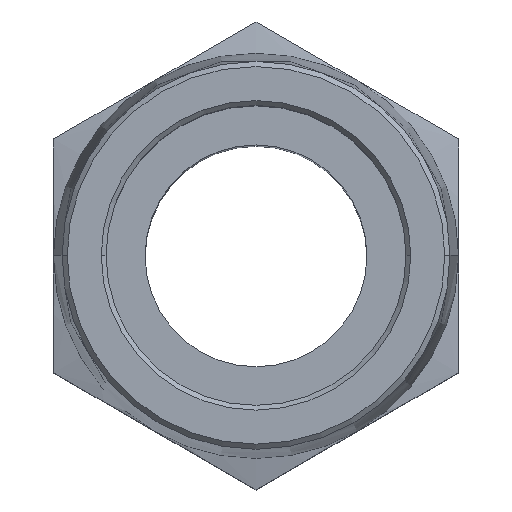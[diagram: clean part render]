
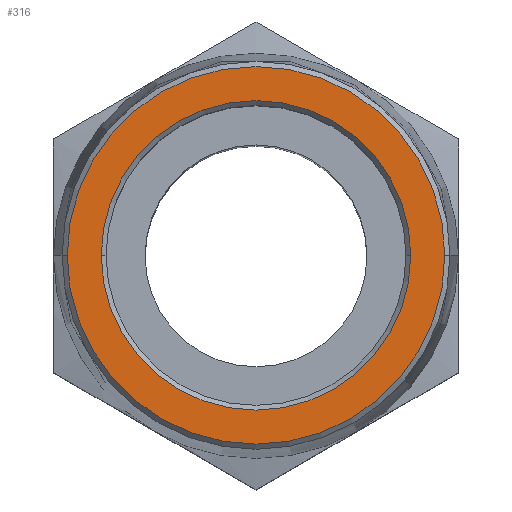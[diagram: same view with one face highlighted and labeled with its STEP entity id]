
A CAD part, top view. The second image highlights one B-rep face of the part: STEP entity #316.
In plain terms, the highlighted planar face has unit normal (0, 0, 1).
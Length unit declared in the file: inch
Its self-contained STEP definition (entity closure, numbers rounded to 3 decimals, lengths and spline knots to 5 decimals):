
#53 = CARTESIAN_POINT ( 'NONE',  ( -0.39149, 0., 2.22 ) ) ;
#61 = VERTEX_POINT ( 'NONE', #542 ) ;
#71 = AXIS2_PLACEMENT_3D ( 'NONE', #454, #871, #661 ) ;
#87 = DIRECTION ( 'NONE',  ( 1., 0., 0. ) ) ;
#91 = CIRCLE ( 'NONE', #224, 0.321 ) ;
#94 = FACE_OUTER_BOUND ( 'NONE', #1191, .T. ) ;
#106 = CIRCLE ( 'NONE', #222, 0.39149 ) ;
#138 = CARTESIAN_POINT ( 'NONE',  ( 0., 0., 2.22 ) ) ;
#217 = DIRECTION ( 'NONE',  ( 0., 0., 1. ) ) ;
#222 = AXIS2_PLACEMENT_3D ( 'NONE', #1213, #1117, #1010 ) ;
#224 = AXIS2_PLACEMENT_3D ( 'NONE', #1352, #425, #1362 ) ;
#227 = DIRECTION ( 'NONE',  ( 1., 0., 0. ) ) ;
#268 = AXIS2_PLACEMENT_3D ( 'NONE', #1260, #217, #87 ) ;
#316 = ADVANCED_FACE ( 'NONE', ( #946, #94 ), #526, .T. ) ;
#342 = EDGE_CURVE ( 'NONE', #1290, #1112, #91, .T. ) ;
#423 = EDGE_CURVE ( 'NONE', #1112, #1290, #1037, .T. ) ;
#425 = DIRECTION ( 'NONE',  ( 0., 0., -1. ) ) ;
#451 = ORIENTED_EDGE ( 'NONE', *, *, #939, .T. ) ;
#454 = CARTESIAN_POINT ( 'NONE',  ( 0., 0., 2.22 ) ) ;
#461 = CARTESIAN_POINT ( 'NONE',  ( -0.321, 0., 2.22 ) ) ;
#486 = AXIS2_PLACEMENT_3D ( 'NONE', #138, #654, #227 ) ;
#488 = CIRCLE ( 'NONE', #71, 0.39149 ) ;
#525 = ORIENTED_EDGE ( 'NONE', *, *, #423, .T. ) ;
#526 = PLANE ( 'NONE',  #268 ) ;
#542 = CARTESIAN_POINT ( 'NONE',  ( 0.39149, 0., 2.22 ) ) ;
#589 = VERTEX_POINT ( 'NONE', #53 ) ;
#610 = EDGE_CURVE ( 'NONE', #61, #589, #106, .T. ) ;
#630 = CARTESIAN_POINT ( 'NONE',  ( 0.321, 0., 2.22 ) ) ;
#654 = DIRECTION ( 'NONE',  ( 0., 0., -1. ) ) ;
#661 = DIRECTION ( 'NONE',  ( 1., 0., 0. ) ) ;
#871 = DIRECTION ( 'NONE',  ( 0., 0., 1. ) ) ;
#939 = EDGE_CURVE ( 'NONE', #589, #61, #488, .T. ) ;
#946 = FACE_BOUND ( 'NONE', #1031, .T. ) ;
#1010 = DIRECTION ( 'NONE',  ( 1., 0., 0. ) ) ;
#1031 = EDGE_LOOP ( 'NONE', ( #525, #1309 ) ) ;
#1037 = CIRCLE ( 'NONE', #486, 0.321 ) ;
#1112 = VERTEX_POINT ( 'NONE', #630 ) ;
#1117 = DIRECTION ( 'NONE',  ( 0., 0., 1. ) ) ;
#1180 = ORIENTED_EDGE ( 'NONE', *, *, #610, .T. ) ;
#1191 = EDGE_LOOP ( 'NONE', ( #451, #1180 ) ) ;
#1213 = CARTESIAN_POINT ( 'NONE',  ( 0., 0., 2.22 ) ) ;
#1260 = CARTESIAN_POINT ( 'NONE',  ( 0., 0., 2.22 ) ) ;
#1290 = VERTEX_POINT ( 'NONE', #461 ) ;
#1309 = ORIENTED_EDGE ( 'NONE', *, *, #342, .T. ) ;
#1352 = CARTESIAN_POINT ( 'NONE',  ( 0., 0., 2.22 ) ) ;
#1362 = DIRECTION ( 'NONE',  ( 1., 0., 0. ) ) ;
